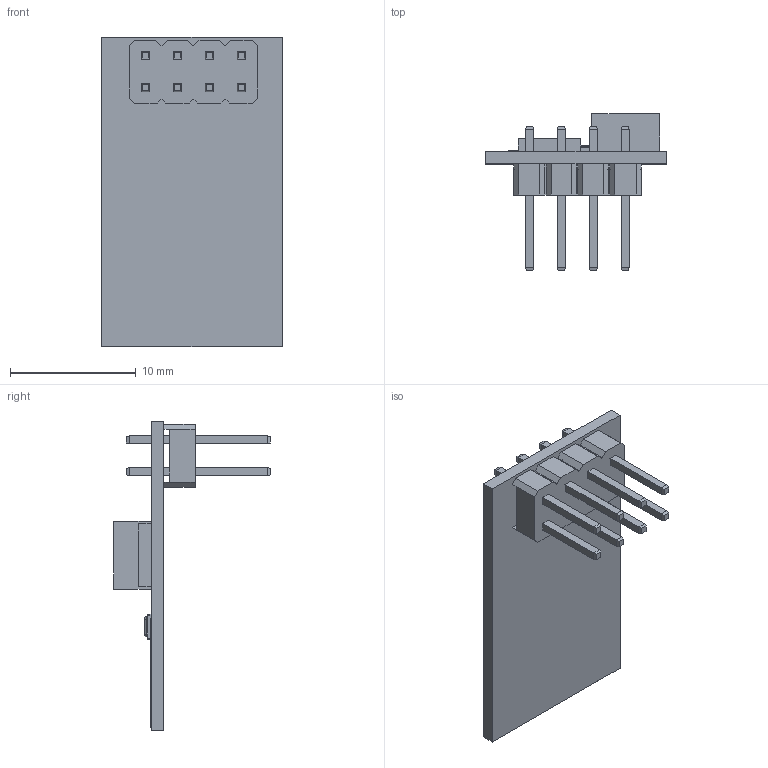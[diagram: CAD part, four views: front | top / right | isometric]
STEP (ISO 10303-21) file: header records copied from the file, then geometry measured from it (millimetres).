
FILE_DESCRIPTION (( 'STEP AP214' ), '1' );
FILE_NAME ('ESP8266-01_ESP-01.STEP', '2021-11-15T15:56:25', ( '' ), ( '' ), 'SwSTEP 2.0', 'SolidWorks 2017', '' );
FILE_SCHEMA (( 'AUTOMOTIVE_DESIGN' ));
Length unit declared in the file: millimetre
Products named in the file (1): ESP8266-01_ESP-01
Bounding box: 14.4 x 12.5 x 24.7 mm (x, y, z)
Volume: 601.3 mm3; surface area: 2975.3 mm2
Topology: 25 solids, 25 shells, 414 faces, 1010 edges, 646 vertices
Faces by surface type: plane 282, cylinder 128, torus 4
Entity records: 12452 total; most frequent: DIRECTION 2100, CARTESIAN_POINT 2071, ORIENTED_EDGE 2020, EDGE_CURVE 1010, VECTOR 750, LINE 750, AXIS2_PLACEMENT_3D 675, VERTEX_POINT 646
